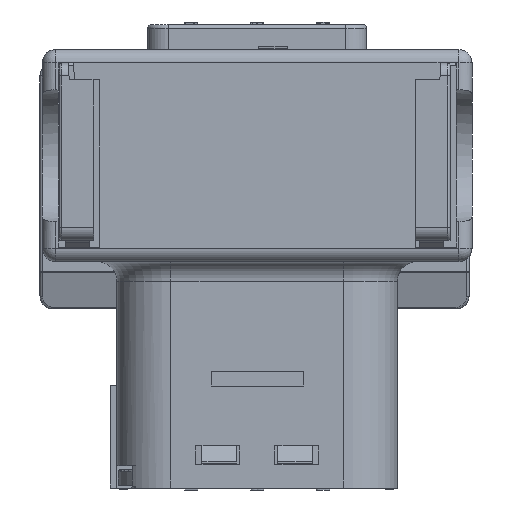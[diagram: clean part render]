
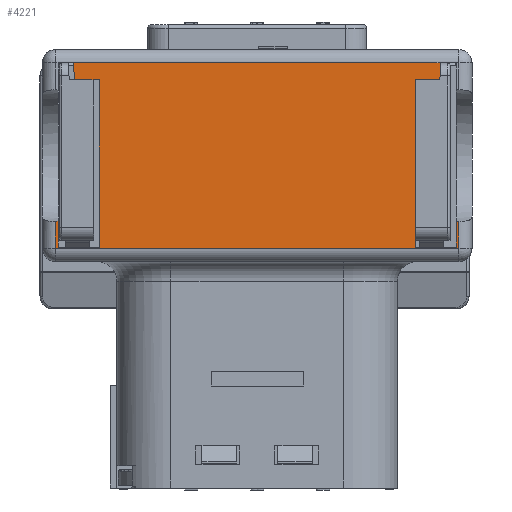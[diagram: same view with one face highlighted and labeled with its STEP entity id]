
A CAD part, left-side view. The second image highlights one B-rep face of the part: STEP entity #4221.
In plain terms, the highlighted planar face has unit normal (-1, 0, 0).
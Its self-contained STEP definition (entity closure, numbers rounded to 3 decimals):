
#1782=FACE_OUTER_BOUND('',#9163,.T.);
#4221=ADVANCED_FACE('',(#1782),#6520,.T.);
#6520=PLANE('',#50966);
#9163=EDGE_LOOP('',(#31781,#31782,#31783,#31784,#31785,#31786,#31787,#31788,
#31789,#31790,#31791,#31792,#31793,#31794,#31795,#31796));
#10972=LINE('',#66527,#17486);
#10984=LINE('',#66555,#17498);
#14484=LINE('',#74070,#20998);
#14485=LINE('',#74072,#20999);
#14486=LINE('',#74074,#21000);
#14487=LINE('',#74076,#21001);
#14488=LINE('',#74077,#21002);
#14489=LINE('',#74079,#21003);
#14490=LINE('',#74081,#21004);
#14491=LINE('',#74083,#21005);
#14492=LINE('',#74085,#21006);
#14493=LINE('',#74087,#21007);
#14494=LINE('',#74089,#21008);
#14495=LINE('',#74090,#21009);
#14496=LINE('',#74092,#21010);
#14497=LINE('',#74094,#21011);
#17486=VECTOR('',#53753,1.);
#17498=VECTOR('',#53769,1.);
#20998=VECTOR('',#59725,1.);
#20999=VECTOR('',#59728,1.);
#21000=VECTOR('',#59729,1.);
#21001=VECTOR('',#59730,1.);
#21002=VECTOR('',#59731,1.);
#21003=VECTOR('',#59732,1.);
#21004=VECTOR('',#59733,1.);
#21005=VECTOR('',#59734,1.);
#21006=VECTOR('',#59735,1.);
#21007=VECTOR('',#59736,1.);
#21008=VECTOR('',#59737,1.);
#21009=VECTOR('',#59738,1.);
#21010=VECTOR('',#59739,1.);
#21011=VECTOR('',#59740,1.);
#31781=ORIENTED_EDGE('',*,*,#46454,.T.);
#31782=ORIENTED_EDGE('',*,*,#46455,.T.);
#31783=ORIENTED_EDGE('',*,*,#46456,.T.);
#31784=ORIENTED_EDGE('',*,*,#42790,.T.);
#31785=ORIENTED_EDGE('',*,*,#46457,.T.);
#31786=ORIENTED_EDGE('',*,*,#46458,.T.);
#31787=ORIENTED_EDGE('',*,*,#46459,.F.);
#31788=ORIENTED_EDGE('',*,*,#46460,.F.);
#31789=ORIENTED_EDGE('',*,*,#46461,.T.);
#31790=ORIENTED_EDGE('',*,*,#46462,.T.);
#31791=ORIENTED_EDGE('',*,*,#46463,.T.);
#31792=ORIENTED_EDGE('',*,*,#42804,.T.);
#31793=ORIENTED_EDGE('',*,*,#46453,.T.);
#31794=ORIENTED_EDGE('',*,*,#46464,.T.);
#31795=ORIENTED_EDGE('',*,*,#46465,.T.);
#31796=ORIENTED_EDGE('',*,*,#46466,.F.);
#37908=VERTEX_POINT('',#66526);
#37909=VERTEX_POINT('',#66528);
#37922=VERTEX_POINT('',#66554);
#37923=VERTEX_POINT('',#66556);
#37948=VERTEX_POINT('',#66613);
#40503=VERTEX_POINT('',#74069);
#40504=VERTEX_POINT('',#74073);
#40505=VERTEX_POINT('',#74075);
#40506=VERTEX_POINT('',#74078);
#40507=VERTEX_POINT('',#74080);
#40508=VERTEX_POINT('',#74082);
#40509=VERTEX_POINT('',#74084);
#40510=VERTEX_POINT('',#74086);
#40511=VERTEX_POINT('',#74088);
#40512=VERTEX_POINT('',#74091);
#40513=VERTEX_POINT('',#74093);
#42790=EDGE_CURVE('',#37909,#37908,#10972,.T.);
#42804=EDGE_CURVE('',#37923,#37922,#10984,.T.);
#46453=EDGE_CURVE('',#37922,#40503,#14484,.T.);
#46454=EDGE_CURVE('',#37948,#40504,#14485,.T.);
#46455=EDGE_CURVE('',#40504,#40505,#14486,.T.);
#46456=EDGE_CURVE('',#40505,#37909,#14487,.T.);
#46457=EDGE_CURVE('',#37908,#40506,#14488,.T.);
#46458=EDGE_CURVE('',#40506,#40507,#14489,.T.);
#46459=EDGE_CURVE('',#40508,#40507,#14490,.T.);
#46460=EDGE_CURVE('',#40509,#40508,#14491,.T.);
#46461=EDGE_CURVE('',#40509,#40510,#14492,.T.);
#46462=EDGE_CURVE('',#40510,#40511,#14493,.T.);
#46463=EDGE_CURVE('',#40511,#37923,#14494,.T.);
#46464=EDGE_CURVE('',#40503,#40512,#14495,.T.);
#46465=EDGE_CURVE('',#40512,#40513,#14496,.T.);
#46466=EDGE_CURVE('',#37948,#40513,#14497,.T.);
#50966=AXIS2_PLACEMENT_3D('',#74095,#59741,#59742);
#53753=DIRECTION('',(0.,1.,0.));
#53769=DIRECTION('',(0.,1.,0.));
#59725=DIRECTION('',(0.,0.,1.));
#59728=DIRECTION('',(0.,-0.07,-0.998));
#59729=DIRECTION('',(0.,-1.,0.));
#59730=DIRECTION('',(0.,0.,-1.));
#59731=DIRECTION('',(0.,0.,1.));
#59732=DIRECTION('',(0.,1.,0.));
#59733=DIRECTION('',(0.,0.,1.));
#59734=DIRECTION('',(0.,1.,0.));
#59735=DIRECTION('',(0.,0.,1.));
#59736=DIRECTION('',(0.,1.,0.));
#59737=DIRECTION('',(0.,0.,-1.));
#59738=DIRECTION('',(0.,-1.,0.));
#59739=DIRECTION('',(0.,-0.07,0.998));
#59740=DIRECTION('',(0.,-1.,0.));
#59741=DIRECTION('',(-1.,0.,0.));
#59742=DIRECTION('',(0.,-1.,0.));
#66526=CARTESIAN_POINT('',(-24.55,15.125,-11.2));
#66527=CARTESIAN_POINT('',(-24.55,12.,-11.2));
#66528=CARTESIAN_POINT('',(-24.55,12.,-11.2));
#66554=CARTESIAN_POINT('',(-24.55,-12.,-11.2));
#66555=CARTESIAN_POINT('',(-24.55,-15.125,-11.2));
#66556=CARTESIAN_POINT('',(-24.55,-15.125,-11.2));
#66613=CARTESIAN_POINT('',(-24.55,13.966,2.8));
#74069=CARTESIAN_POINT('',(-24.55,-12.,1.5));
#74070=CARTESIAN_POINT('',(-24.55,-12.,-11.2));
#74072=CARTESIAN_POINT('',(-24.55,13.966,2.8));
#74073=CARTESIAN_POINT('',(-24.55,13.875,1.5));
#74074=CARTESIAN_POINT('',(-24.55,13.875,1.5));
#74075=CARTESIAN_POINT('',(-24.55,12.,1.5));
#74076=CARTESIAN_POINT('',(-24.55,12.,1.5));
#74077=CARTESIAN_POINT('',(-24.55,15.125,-11.2));
#74078=CARTESIAN_POINT('',(-24.55,15.125,-9.25));
#74079=CARTESIAN_POINT('',(-24.55,15.125,-9.25));
#74080=CARTESIAN_POINT('',(-24.55,15.325,-9.25));
#74081=CARTESIAN_POINT('',(-24.55,15.325,-11.3));
#74082=CARTESIAN_POINT('',(-24.55,15.325,-11.3));
#74083=CARTESIAN_POINT('',(-24.55,-15.325,-11.3));
#74084=CARTESIAN_POINT('',(-24.55,-15.325,-11.3));
#74085=CARTESIAN_POINT('',(-24.55,-15.325,-11.3));
#74086=CARTESIAN_POINT('',(-24.55,-15.325,-9.25));
#74087=CARTESIAN_POINT('',(-24.55,-15.325,-9.25));
#74088=CARTESIAN_POINT('',(-24.55,-15.125,-9.25));
#74089=CARTESIAN_POINT('',(-24.55,-15.125,-9.25));
#74090=CARTESIAN_POINT('',(-24.55,-12.,1.5));
#74091=CARTESIAN_POINT('',(-24.55,-13.875,1.5));
#74092=CARTESIAN_POINT('',(-24.55,-13.875,1.5));
#74093=CARTESIAN_POINT('',(-24.55,-13.966,2.8));
#74094=CARTESIAN_POINT('',(-24.55,13.966,2.8));
#74095=CARTESIAN_POINT('',(-24.55,-16.325,3.8));
